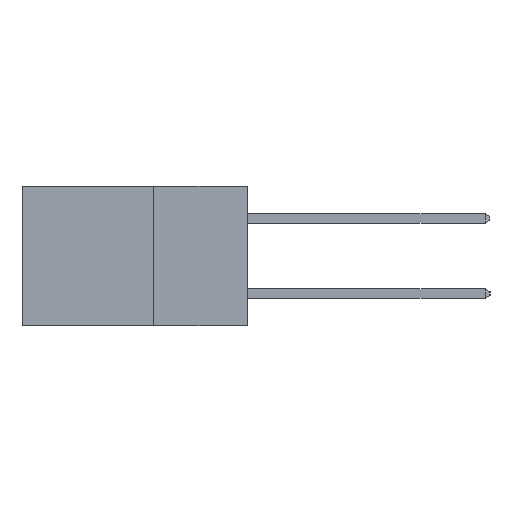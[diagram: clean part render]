
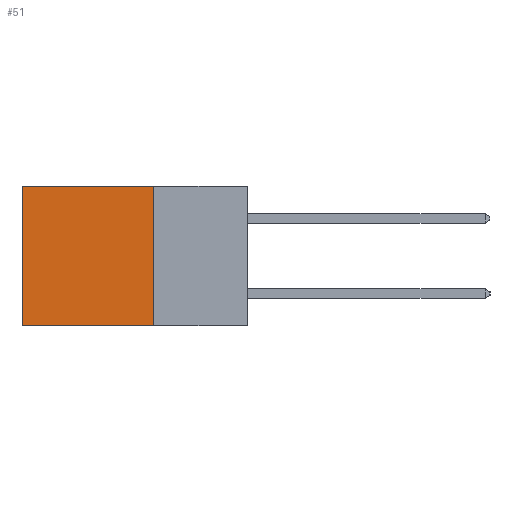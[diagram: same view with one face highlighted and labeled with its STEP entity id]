
A CAD part, left-side view. The second image highlights one B-rep face of the part: STEP entity #51.
In plain terms, the highlighted planar face has unit normal (-1, 0, 0).
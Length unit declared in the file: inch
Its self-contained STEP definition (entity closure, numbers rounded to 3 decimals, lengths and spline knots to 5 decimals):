
#51 = ADVANCED_FACE ( 'NONE', ( #14501 ), #12462, .F. ) ;
#907 = CARTESIAN_POINT ( 'NONE',  ( 0.2615, 0.6, 0. ) ) ;
#1291 = VECTOR ( 'NONE', #16921, 39.37008 ) ;
#2774 = DIRECTION ( 'NONE',  ( 0., 0., -1. ) ) ;
#3261 = AXIS2_PLACEMENT_3D ( 'NONE', #13331, #13103, #11679 ) ;
#3462 = VECTOR ( 'NONE', #12022, 39.37008 ) ;
#4500 = CARTESIAN_POINT ( 'NONE',  ( 0.2615, 0.25, -0.37 ) ) ;
#5866 = LINE ( 'NONE', #7959, #1291 ) ;
#6007 = VECTOR ( 'NONE', #2774, 39.37008 ) ;
#6060 = ORIENTED_EDGE ( 'NONE', *, *, #9243, .T. ) ;
#6628 = VECTOR ( 'NONE', #13884, 39.37008 ) ;
#6792 = ORIENTED_EDGE ( 'NONE', *, *, #16173, .F. ) ;
#7150 = VERTEX_POINT ( 'NONE', #4500 ) ;
#7959 = CARTESIAN_POINT ( 'NONE',  ( 0.2615, 0.25, -0.37 ) ) ;
#8726 = EDGE_CURVE ( 'NONE', #7150, #19085, #5866, .T. ) ;
#9243 = EDGE_CURVE ( 'NONE', #18953, #18905, #11506, .T. ) ;
#10361 = CARTESIAN_POINT ( 'NONE',  ( 0.2615, 0.6, -0.37 ) ) ;
#10500 = LINE ( 'NONE', #10361, #6007 ) ;
#11126 = LINE ( 'NONE', #18377, #6628 ) ;
#11506 = LINE ( 'NONE', #15015, #3462 ) ;
#11679 = DIRECTION ( 'NONE',  ( 0., 0., -1. ) ) ;
#12022 = DIRECTION ( 'NONE',  ( 0., 1., 0. ) ) ;
#12462 = PLANE ( 'NONE',  #3261 ) ;
#13103 = DIRECTION ( 'NONE',  ( 1., 0., 0. ) ) ;
#13331 = CARTESIAN_POINT ( 'NONE',  ( 0.2615, 0.25, -0.37 ) ) ;
#13353 = EDGE_CURVE ( 'NONE', #18905, #19085, #10500, .T. ) ;
#13884 = DIRECTION ( 'NONE',  ( 0., 0., -1. ) ) ;
#14224 = EDGE_LOOP ( 'NONE', ( #16804, #14719, #6792, #6060 ) ) ;
#14501 = FACE_OUTER_BOUND ( 'NONE', #14224, .T. ) ;
#14719 = ORIENTED_EDGE ( 'NONE', *, *, #8726, .F. ) ;
#15015 = CARTESIAN_POINT ( 'NONE',  ( 0.2615, 0.25, 0. ) ) ;
#16173 = EDGE_CURVE ( 'NONE', #18953, #7150, #11126, .T. ) ;
#16197 = CARTESIAN_POINT ( 'NONE',  ( 0.2615, 0.25, 0. ) ) ;
#16444 = CARTESIAN_POINT ( 'NONE',  ( 0.2615, 0.6, -0.37 ) ) ;
#16804 = ORIENTED_EDGE ( 'NONE', *, *, #13353, .T. ) ;
#16921 = DIRECTION ( 'NONE',  ( 0., 1., 0. ) ) ;
#18377 = CARTESIAN_POINT ( 'NONE',  ( 0.2615, 0.25, -0.37 ) ) ;
#18905 = VERTEX_POINT ( 'NONE', #907 ) ;
#18953 = VERTEX_POINT ( 'NONE', #16197 ) ;
#19085 = VERTEX_POINT ( 'NONE', #16444 ) ;
